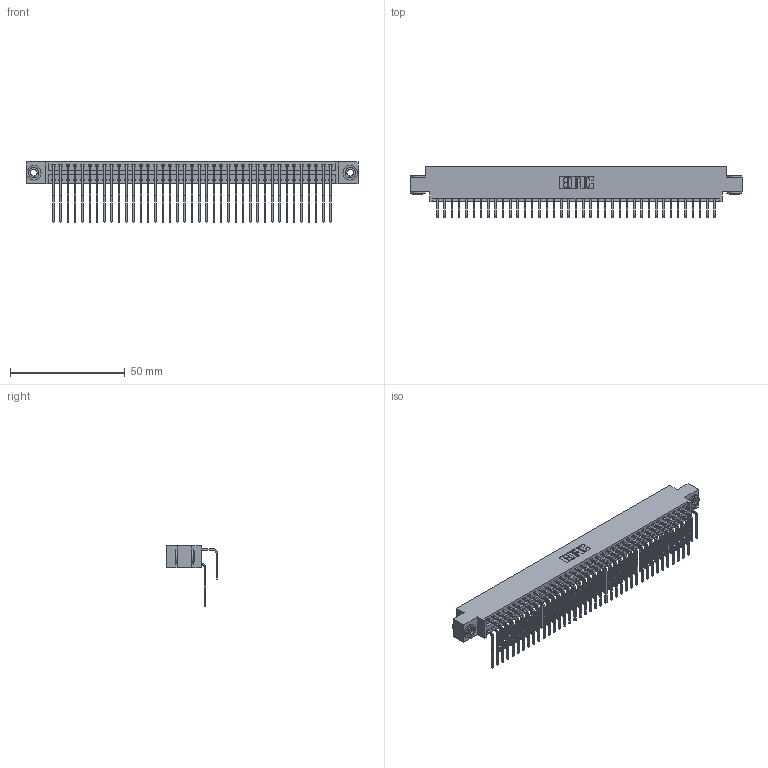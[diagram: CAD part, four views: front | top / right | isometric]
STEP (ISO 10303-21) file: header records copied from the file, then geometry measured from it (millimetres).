
FILE_DESCRIPTION (( 'STEP AP203' ), '1' );
FILE_NAME ('346-078-558-803.STEP', '2018-08-29T06:27:15', ( '' ), ( '' ), 'SwSTEP 2.0', 'SolidWorks 2016', '' );
FILE_SCHEMA (( 'CONFIG_CONTROL_DESIGN' ));
Length unit declared in the file: inch
Products named in the file (5): 346 Part_0.170 Offset - 0.156 Dia-TH; 345-292-001_558 559 Tail - 1; 345-292-001_558 Tail - 2; 345-250-002_345-250-002-102; 346-078-558-803
Assembly tree (81 placements, depth 2):
  346-078-558-803
    346 Part_0.170 Offset - 0.156 Dia-TH
    345-292-001_558 559 Tail - 1  x39
    345-292-001_558 Tail - 2  x39
    345-250-002_345-250-002-102  x2
Bounding box: 144.4 x 22.16 x 26.16 mm (x, y, z)
Volume: 14372.1 mm3; surface area: 22260.7 mm2
Topology: 81 solids, 81 shells, 4376 faces, 12975 edges, 8542 vertices
Faces by surface type: plane 2976, cylinder 1392, cone 8
Entity records: 28422 total; most frequent: CARTESIAN_POINT 4718, ORIENTED_EDGE 4594, DIRECTION 4211, EDGE_CURVE 2297, LINE 1945, VECTOR 1945, VERTEX_POINT 1526, AXIS2_PLACEMENT_3D 1133
